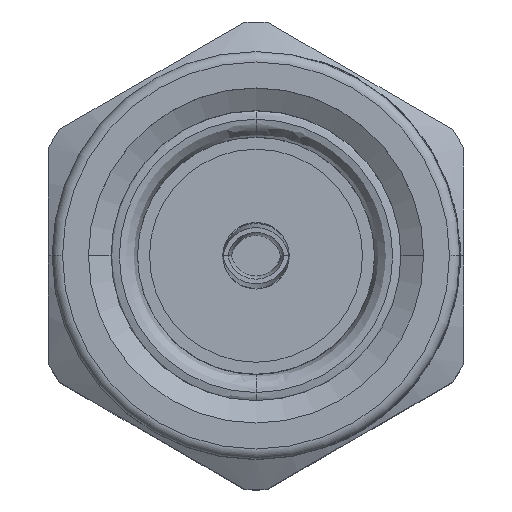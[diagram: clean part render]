
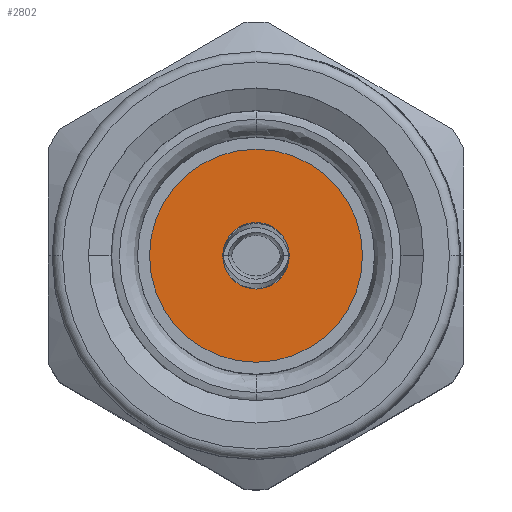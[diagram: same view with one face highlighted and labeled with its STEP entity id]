
A CAD part, top view. The second image highlights one B-rep face of the part: STEP entity #2802.
In plain terms, the highlighted planar face has unit normal (0, 0, 1).
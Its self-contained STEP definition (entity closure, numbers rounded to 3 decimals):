
#511 = CIRCLE ( 'NONE', #5532, 2.05 ) ;
#846 = VERTEX_POINT ( 'NONE', #1385 ) ;
#1385 = CARTESIAN_POINT ( 'NONE',  ( -0.64, 0., -0.05 ) ) ;
#2621 = EDGE_LOOP ( 'NONE', ( #10770, #8179 ) ) ;
#2802 = ADVANCED_FACE ( 'NONE', ( #12437, #8931 ), #12381, .F. ) ;
#4106 = VERTEX_POINT ( 'NONE', #5989 ) ;
#4721 = DIRECTION ( 'NONE',  ( 0., 0., -1. ) ) ;
#4984 = DIRECTION ( 'NONE',  ( -1., 0., 0. ) ) ;
#4990 = AXIS2_PLACEMENT_3D ( 'NONE', #7391, #7368, #7329 ) ;
#5012 = DIRECTION ( 'NONE',  ( 0., 0., -1. ) ) ;
#5055 = CARTESIAN_POINT ( 'NONE',  ( 0., 0., -0.05 ) ) ;
#5113 = DIRECTION ( 'NONE',  ( -1., 0., 0. ) ) ;
#5137 = DIRECTION ( 'NONE',  ( 0., 0., -1. ) ) ;
#5170 = CARTESIAN_POINT ( 'NONE',  ( 0., 0., -0.05 ) ) ;
#5532 = AXIS2_PLACEMENT_3D ( 'NONE', #5170, #5137, #5113 ) ;
#5579 = AXIS2_PLACEMENT_3D ( 'NONE', #5055, #5012, #4984 ) ;
#5788 = EDGE_CURVE ( 'NONE', #10588, #4106, #13942, .T. ) ;
#5960 = CIRCLE ( 'NONE', #12817, 0.64 ) ;
#5989 = CARTESIAN_POINT ( 'NONE',  ( -2.05, 0., -0.05 ) ) ;
#6332 = ORIENTED_EDGE ( 'NONE', *, *, #14520, .T. ) ;
#7329 = DIRECTION ( 'NONE',  ( -1., 0., 0. ) ) ;
#7361 = EDGE_LOOP ( 'NONE', ( #6332, #9941 ) ) ;
#7368 = DIRECTION ( 'NONE',  ( 0., 0., -1. ) ) ;
#7391 = CARTESIAN_POINT ( 'NONE',  ( 0., 0., -0.05 ) ) ;
#7755 = CIRCLE ( 'NONE', #4990, 0.64 ) ;
#8179 = ORIENTED_EDGE ( 'NONE', *, *, #9203, .F. ) ;
#8931 = FACE_BOUND ( 'NONE', #7361, .T. ) ;
#9047 = EDGE_CURVE ( 'NONE', #9749, #846, #7755, .T. ) ;
#9203 = EDGE_CURVE ( 'NONE', #4106, #10588, #511, .T. ) ;
#9749 = VERTEX_POINT ( 'NONE', #10198 ) ;
#9941 = ORIENTED_EDGE ( 'NONE', *, *, #9047, .T. ) ;
#10198 = CARTESIAN_POINT ( 'NONE',  ( 0.64, 0., -0.05 ) ) ;
#10588 = VERTEX_POINT ( 'NONE', #10665 ) ;
#10665 = CARTESIAN_POINT ( 'NONE',  ( 2.05, 0., -0.05 ) ) ;
#10770 = ORIENTED_EDGE ( 'NONE', *, *, #5788, .F. ) ;
#11793 = DIRECTION ( 'NONE',  ( -1., 0., 0. ) ) ;
#11805 = DIRECTION ( 'NONE',  ( 0., 0., -1. ) ) ;
#11861 = CARTESIAN_POINT ( 'NONE',  ( 0., 2.05, -0.05 ) ) ;
#12381 = PLANE ( 'NONE',  #12820 ) ;
#12437 = FACE_OUTER_BOUND ( 'NONE', #2621, .T. ) ;
#12583 = CARTESIAN_POINT ( 'NONE',  ( 0., 0., -0.05 ) ) ;
#12817 = AXIS2_PLACEMENT_3D ( 'NONE', #12583, #4721, #13953 ) ;
#12820 = AXIS2_PLACEMENT_3D ( 'NONE', #11861, #11805, #11793 ) ;
#13942 = CIRCLE ( 'NONE', #5579, 2.05 ) ;
#13953 = DIRECTION ( 'NONE',  ( -1., 0., 0. ) ) ;
#14520 = EDGE_CURVE ( 'NONE', #846, #9749, #5960, .T. ) ;
